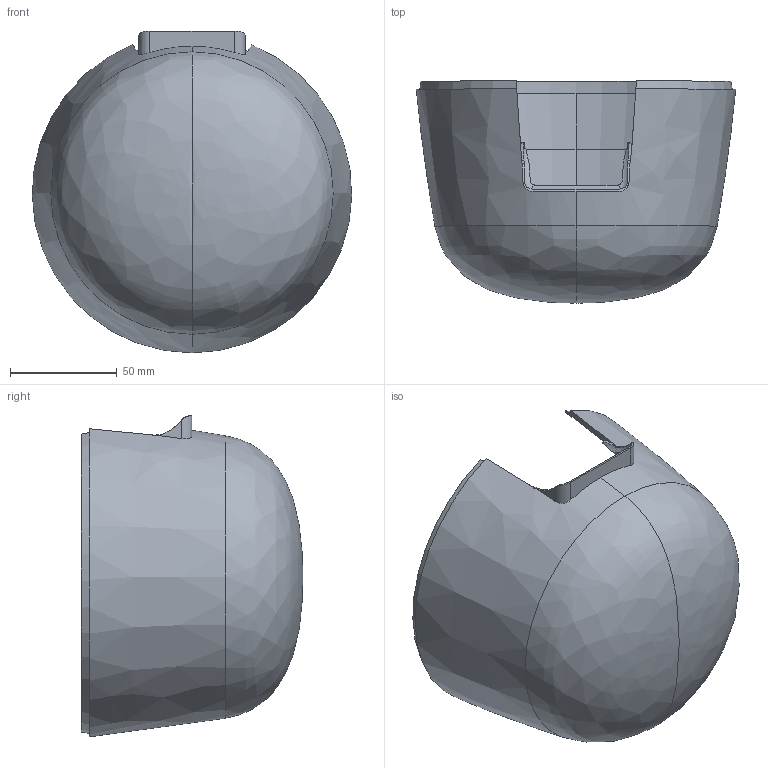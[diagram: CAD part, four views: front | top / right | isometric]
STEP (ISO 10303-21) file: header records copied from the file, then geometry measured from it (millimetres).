
FILE_DESCRIPTION (( 'STEP AP203' ), '1' );
FILE_NAME ('H0.STEP', '2014-09-30T14:21:09', ( '' ), ( '' ), 'SwSTEP 2.0', 'SolidWorks 2013', '' );
FILE_SCHEMA (( 'CONFIG_CONTROL_DESIGN' ));
Length unit declared in the file: millimetre
Products named in the file (1): H0
Bounding box: 149.37 x 103.75 x 150.4 mm (x, y, z)
Surface area: 94290.3 mm2 (no closed solid volume)
Topology: 0 solids, 1 shells, 55 faces, 177 edges, 116 vertices
Faces by surface type: bspline 16, plane 15, cylinder 13, torus 6, cone 5
Entity records: 2831 total; most frequent: CARTESIAN_POINT 1464, ORIENTED_EDGE 314, DIRECTION 202, EDGE_CURVE 173, VERTEX_POINT 116, AXIS2_PLACEMENT_3D 84, B_SPLINE_CURVE_WITH_KNOTS 81, FACE_OUTER_BOUND 55
